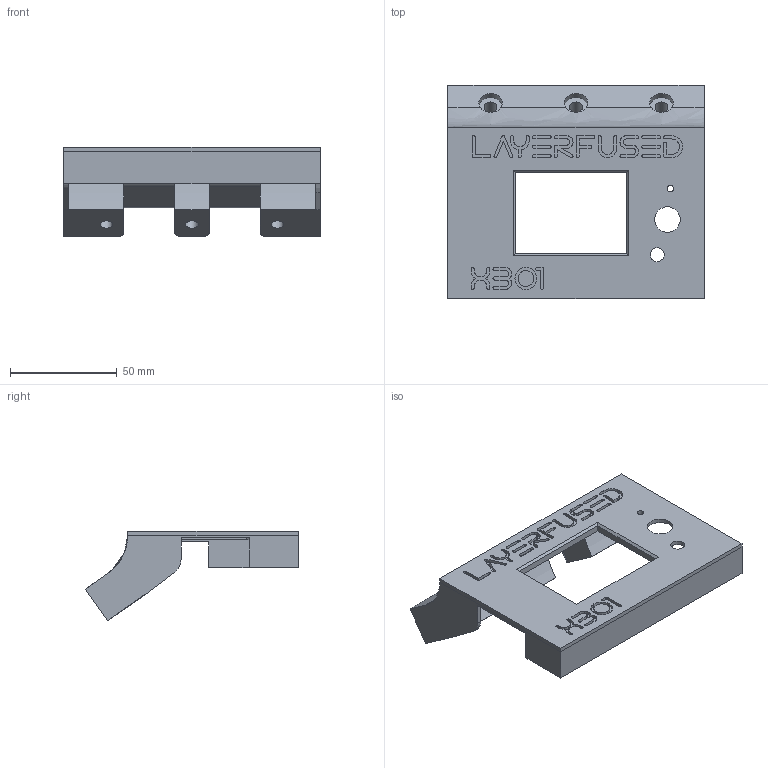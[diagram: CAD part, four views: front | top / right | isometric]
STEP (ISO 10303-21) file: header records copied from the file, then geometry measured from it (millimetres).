
FILE_DESCRIPTION(/* description */ (''),/* implementation_level */ '2;1');
FILE_NAME(/* name */ 'TFT24 Display Case - LayerFused X301.step',/* time_stamp */ '2020-06-08T21:19:57-05:00',/* author */ (''),/* organization */ (''),/* preprocessor_version */ 'ST-DEVELOPER v18.1',/* originating_system */ 'Autodesk Translation Framework v9.3.0.1241',/* authorisation */ '');
FILE_SCHEMA (('AUTOMOTIVE_DESIGN { 1 0 10303 214 3 1 1 }'));
Length unit declared in the file: millimetre
Products named in the file (1): TFT24 Display Case - LayerFused X301
Bounding box: 120 x 99.74 x 41.91 mm (x, y, z)
Volume: 59407.7 mm3; surface area: 41285.6 mm2
Topology: 2 solids, 2 shells, 470 faces, 1295 edges, 856 vertices
Faces by surface type: bspline 274, plane 162, cylinder 30, torus 4
Full cylindrical faces by diameter (mm): 2.8 x4, 3 x1, 6 x7, 6.5 x1, 11 x3, 12 x1
Entity records: 17572 total; most frequent: CARTESIAN_POINT 7394, ORIENTED_EDGE 2590, EDGE_CURVE 1295, DIRECTION 1200, VERTEX_POINT 856, LINE 672, VECTOR 672, B_SPLINE_CURVE_WITH_KNOTS 556
